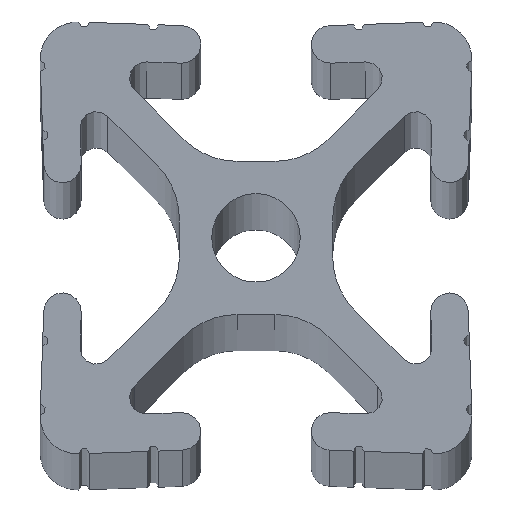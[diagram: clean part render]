
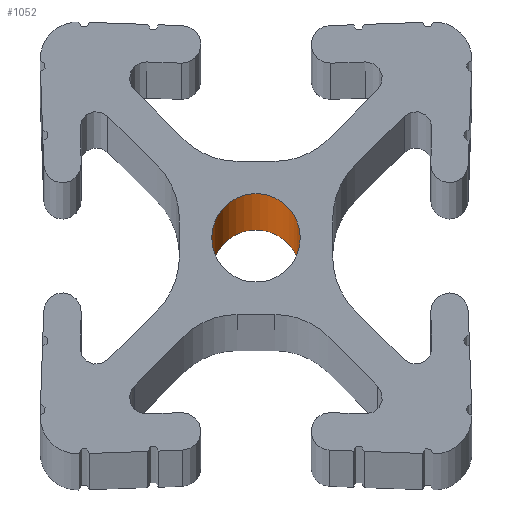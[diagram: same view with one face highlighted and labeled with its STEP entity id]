
A CAD part, top view. The second image highlights one B-rep face of the part: STEP entity #1052.
In plain terms, the highlighted cylindrical face has radius 2.603 mm (diameter 5.207 mm), a partial arc.
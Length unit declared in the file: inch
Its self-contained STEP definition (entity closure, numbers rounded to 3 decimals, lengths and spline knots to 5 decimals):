
#110 = EDGE_CURVE ( 'NONE', #1215, #1214, #1471, .T. ) ;
#460 = EDGE_CURVE ( 'NONE', #1060, #1059, #2088, .T. ) ;
#1037 = EDGE_LOOP ( 'NONE', ( #1043, #1042, #1046, #1040 ) ) ;
#1040 = ORIENTED_EDGE ( 'NONE', *, *, #460, .F. ) ;
#1042 = ORIENTED_EDGE ( 'NONE', *, *, #110, .T. ) ;
#1043 = ORIENTED_EDGE ( 'NONE', *, *, #1217, .F. ) ;
#1046 = ORIENTED_EDGE ( 'NONE', *, *, #1057, .T. ) ;
#1052 = ADVANCED_FACE ( 'NONE', ( #2960 ), #2959, .F. ) ;
#1057 = EDGE_CURVE ( 'NONE', #1214, #1059, #2949, .T. ) ;
#1059 = VERTEX_POINT ( 'NONE', #2935 ) ;
#1060 = VERTEX_POINT ( 'NONE', #2934 ) ;
#1214 = VERTEX_POINT ( 'NONE', #3260 ) ;
#1215 = VERTEX_POINT ( 'NONE', #3259 ) ;
#1217 = EDGE_CURVE ( 'NONE', #1215, #1060, #3258, .T. ) ;
#1470 = AXIS2_PLACEMENT_3D ( 'NONE', #1529, #1528, #1527 ) ;
#1471 = CIRCLE ( 'NONE', #1470, 0.1025 ) ;
#1527 = DIRECTION ( 'NONE',  ( 1., 0., 0. ) ) ;
#1528 = DIRECTION ( 'NONE',  ( 0., 0., 1. ) ) ;
#1529 = CARTESIAN_POINT ( 'NONE',  ( 0., 0., 24. ) ) ;
#2084 = DIRECTION ( 'NONE',  ( 1., 0., 0. ) ) ;
#2085 = DIRECTION ( 'NONE',  ( 0., 0., 1. ) ) ;
#2086 = CARTESIAN_POINT ( 'NONE',  ( 0., 0., -24. ) ) ;
#2087 = AXIS2_PLACEMENT_3D ( 'NONE', #2086, #2085, #2084 ) ;
#2088 = CIRCLE ( 'NONE', #2087, 0.1025 ) ;
#2934 = CARTESIAN_POINT ( 'NONE',  ( 0.1025, 0., -24. ) ) ;
#2935 = CARTESIAN_POINT ( 'NONE',  ( -0.1025, 0., -24. ) ) ;
#2941 = DIRECTION ( 'NONE',  ( 0., 0., -1. ) ) ;
#2942 = VECTOR ( 'NONE', #2941, 39.37008 ) ;
#2943 = CARTESIAN_POINT ( 'NONE',  ( -0.1025, 0., 24. ) ) ;
#2949 = LINE ( 'NONE', #2943, #2942 ) ;
#2954 = DIRECTION ( 'NONE',  ( -1., 0., 0. ) ) ;
#2955 = DIRECTION ( 'NONE',  ( 0., 0., -1. ) ) ;
#2956 = CARTESIAN_POINT ( 'NONE',  ( 0., 0., 24. ) ) ;
#2957 = AXIS2_PLACEMENT_3D ( 'NONE', #2956, #2955, #2954 ) ;
#2959 = CYLINDRICAL_SURFACE ( 'NONE', #2957, 0.1025 ) ;
#2960 = FACE_OUTER_BOUND ( 'NONE', #1037, .T. ) ;
#3255 = DIRECTION ( 'NONE',  ( 0., 0., -1. ) ) ;
#3256 = VECTOR ( 'NONE', #3255, 39.37008 ) ;
#3257 = CARTESIAN_POINT ( 'NONE',  ( 0.1025, 0., 24. ) ) ;
#3258 = LINE ( 'NONE', #3257, #3256 ) ;
#3259 = CARTESIAN_POINT ( 'NONE',  ( 0.1025, 0., 24. ) ) ;
#3260 = CARTESIAN_POINT ( 'NONE',  ( -0.1025, 0., 24. ) ) ;
